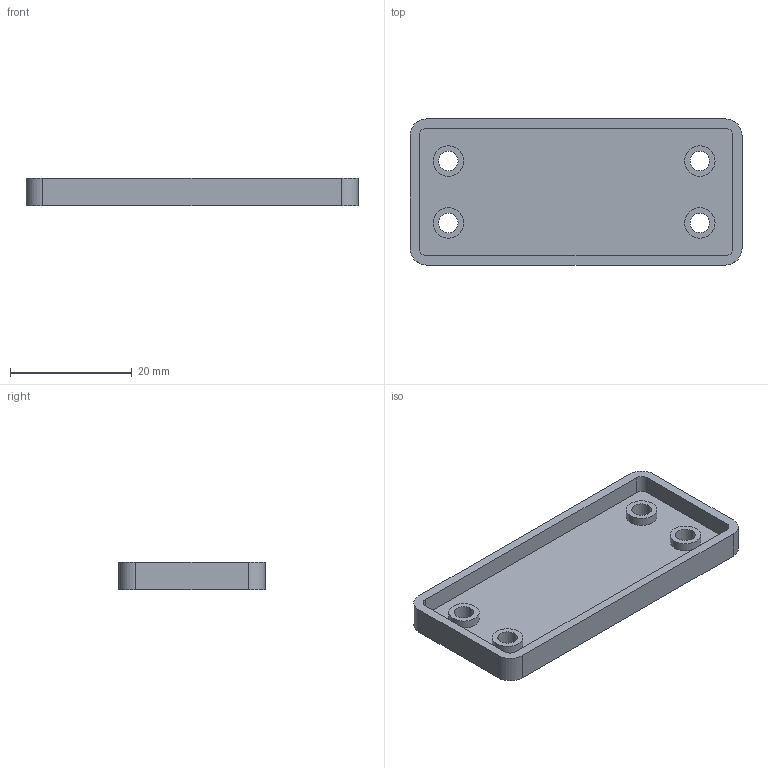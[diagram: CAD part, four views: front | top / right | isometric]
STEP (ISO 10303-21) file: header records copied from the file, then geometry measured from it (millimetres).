
FILE_DESCRIPTION (( 'STEP AP214' ), '1' );
FILE_NAME ('coqueinf2.STEP', '2023-04-18T20:24:00', ( '' ), ( '' ), 'SwSTEP 2.0', 'SolidWorks 2021', '' );
FILE_SCHEMA (( 'AUTOMOTIVE_DESIGN' ));
Length unit declared in the file: millimetre
Products named in the file (1): coqueinf2
Bounding box: 54.5 x 24 x 4.5 mm (x, y, z)
Volume: 2632.7 mm3; surface area: 3856.6 mm2
Topology: 1 solids, 1 shells, 39 faces, 96 edges, 64 vertices
Faces by surface type: cylinder 24, plane 15
Entity records: 1228 total; most frequent: DIRECTION 224, CARTESIAN_POINT 200, ORIENTED_EDGE 192, EDGE_CURVE 96, AXIS2_PLACEMENT_3D 88, VERTEX_POINT 64, EDGE_LOOP 52, LINE 48
